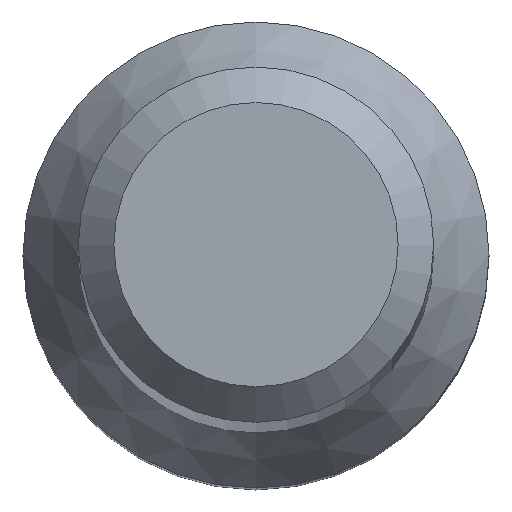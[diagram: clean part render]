
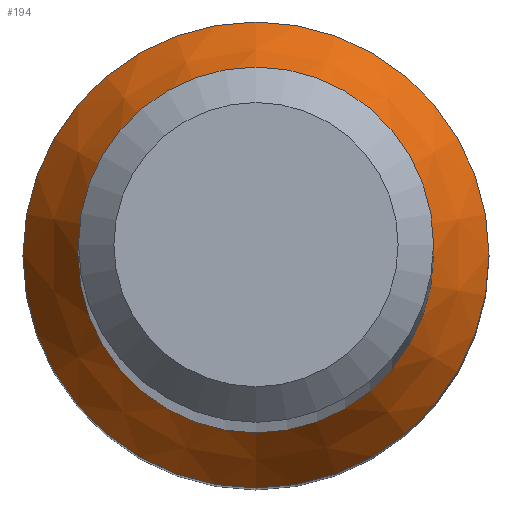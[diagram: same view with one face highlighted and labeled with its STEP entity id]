
A CAD part, top view. The second image highlights one B-rep face of the part: STEP entity #194.
In plain terms, the highlighted conical face has half-angle 30 degrees and reference radius 2.624 mm.
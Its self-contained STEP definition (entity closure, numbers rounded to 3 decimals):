
#3 = CARTESIAN_POINT ( 'NONE',  ( 0., 0., 13.992 ) ) ;
#28 = AXIS2_PLACEMENT_3D ( 'NONE', #154, #232, #44 ) ;
#32 = EDGE_LOOP ( 'NONE', ( #163 ) ) ;
#34 = FACE_OUTER_BOUND ( 'NONE', #238, .T. ) ;
#44 = DIRECTION ( 'NONE',  ( 0., 1., 0. ) ) ;
#81 = CIRCLE ( 'NONE', #208, 2. ) ;
#84 = ORIENTED_EDGE ( 'NONE', *, *, #227, .F. ) ;
#85 = CONICAL_SURFACE ( 'NONE', #137, 2.624, 0.524 ) ;
#103 = CARTESIAN_POINT ( 'NONE',  ( 0., 0., 12.911 ) ) ;
#108 = VERTEX_POINT ( 'NONE', #153 ) ;
#124 = FACE_BOUND ( 'NONE', #32, .T. ) ;
#137 = AXIS2_PLACEMENT_3D ( 'NONE', #103, #187, #168 ) ;
#142 = EDGE_CURVE ( 'NONE', #193, #193, #81, .T. ) ;
#152 = CIRCLE ( 'NONE', #28, 2.624 ) ;
#153 = CARTESIAN_POINT ( 'NONE',  ( 0., 2.624, 12.911 ) ) ;
#154 = CARTESIAN_POINT ( 'NONE',  ( 0., 0., 12.911 ) ) ;
#163 = ORIENTED_EDGE ( 'NONE', *, *, #142, .T. ) ;
#168 = DIRECTION ( 'NONE',  ( 0., 1., 0. ) ) ;
#185 = DIRECTION ( 'NONE',  ( 0., 1., 0. ) ) ;
#187 = DIRECTION ( 'NONE',  ( 0., 0., -1. ) ) ;
#193 = VERTEX_POINT ( 'NONE', #231 ) ;
#194 = ADVANCED_FACE ( 'NONE', ( #124, #34 ), #85, .T. ) ;
#205 = DIRECTION ( 'NONE',  ( 0., 0., -1. ) ) ;
#208 = AXIS2_PLACEMENT_3D ( 'NONE', #3, #205, #185 ) ;
#227 = EDGE_CURVE ( 'NONE', #108, #108, #152, .T. ) ;
#231 = CARTESIAN_POINT ( 'NONE',  ( 0., 2., 13.992 ) ) ;
#232 = DIRECTION ( 'NONE',  ( 0., 0., -1. ) ) ;
#238 = EDGE_LOOP ( 'NONE', ( #84 ) ) ;
